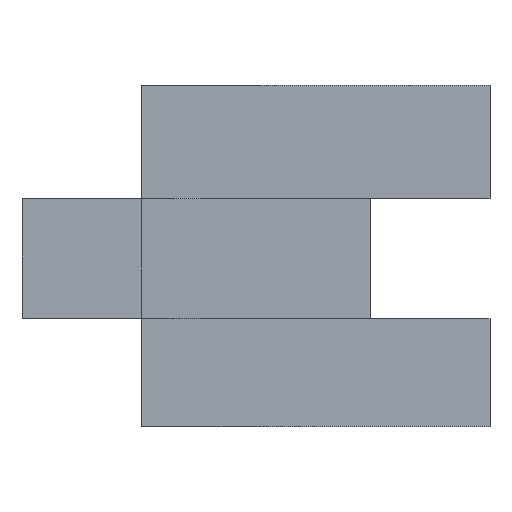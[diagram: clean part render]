
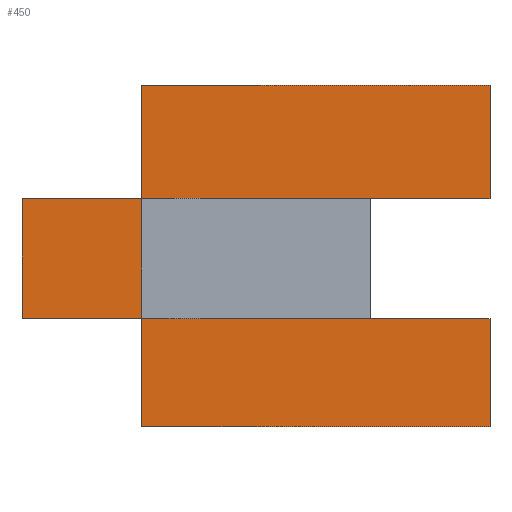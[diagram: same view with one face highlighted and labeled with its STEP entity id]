
A CAD part, top view. The second image highlights one B-rep face of the part: STEP entity #450.
In plain terms, the highlighted planar face has unit normal (0, 0, 1).
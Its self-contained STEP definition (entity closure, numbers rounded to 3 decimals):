
#32=FACE_OUTER_BOUND('',#58,.T.);
#58=EDGE_LOOP('',(#351,#352,#353,#354,#355,#356,#357,#358,#359,#360,#361,
#362));
#71=LINE('',#623,#131);
#75=LINE('',#631,#135);
#78=LINE('',#637,#138);
#81=LINE('',#643,#141);
#84=LINE('',#649,#144);
#87=LINE('',#655,#147);
#90=LINE('',#661,#150);
#93=LINE('',#667,#153);
#96=LINE('',#673,#156);
#99=LINE('',#679,#159);
#102=LINE('',#685,#162);
#105=LINE('',#690,#165);
#131=VECTOR('',#509,10.);
#135=VECTOR('',#515,10.);
#138=VECTOR('',#520,10.);
#141=VECTOR('',#525,10.);
#144=VECTOR('',#530,10.);
#147=VECTOR('',#535,10.);
#150=VECTOR('',#540,10.);
#153=VECTOR('',#545,10.);
#156=VECTOR('',#550,10.);
#159=VECTOR('',#555,10.);
#162=VECTOR('',#560,10.);
#165=VECTOR('',#565,10.);
#191=VERTEX_POINT('',#621);
#192=VERTEX_POINT('',#622);
#195=VERTEX_POINT('',#630);
#197=VERTEX_POINT('',#636);
#199=VERTEX_POINT('',#642);
#201=VERTEX_POINT('',#648);
#203=VERTEX_POINT('',#654);
#205=VERTEX_POINT('',#660);
#207=VERTEX_POINT('',#666);
#209=VERTEX_POINT('',#672);
#211=VERTEX_POINT('',#678);
#213=VERTEX_POINT('',#684);
#231=EDGE_CURVE('',#191,#192,#71,.T.);
#235=EDGE_CURVE('',#195,#191,#75,.T.);
#238=EDGE_CURVE('',#197,#195,#78,.T.);
#241=EDGE_CURVE('',#199,#197,#81,.T.);
#244=EDGE_CURVE('',#201,#199,#84,.T.);
#247=EDGE_CURVE('',#203,#201,#87,.T.);
#250=EDGE_CURVE('',#205,#203,#90,.T.);
#253=EDGE_CURVE('',#207,#205,#93,.T.);
#256=EDGE_CURVE('',#209,#207,#96,.T.);
#259=EDGE_CURVE('',#211,#209,#99,.T.);
#262=EDGE_CURVE('',#213,#211,#102,.T.);
#265=EDGE_CURVE('',#192,#213,#105,.T.);
#351=ORIENTED_EDGE('',*,*,#265,.F.);
#352=ORIENTED_EDGE('',*,*,#231,.F.);
#353=ORIENTED_EDGE('',*,*,#235,.F.);
#354=ORIENTED_EDGE('',*,*,#238,.F.);
#355=ORIENTED_EDGE('',*,*,#241,.F.);
#356=ORIENTED_EDGE('',*,*,#244,.F.);
#357=ORIENTED_EDGE('',*,*,#247,.F.);
#358=ORIENTED_EDGE('',*,*,#250,.F.);
#359=ORIENTED_EDGE('',*,*,#253,.F.);
#360=ORIENTED_EDGE('',*,*,#256,.F.);
#361=ORIENTED_EDGE('',*,*,#259,.F.);
#362=ORIENTED_EDGE('',*,*,#262,.F.);
#424=PLANE('',#492);
#450=ADVANCED_FACE('',(#32),#424,.F.);
#492=AXIS2_PLACEMENT_3D('',#693,#569,#570);
#509=DIRECTION('',(-1.,0.,0.));
#515=DIRECTION('',(0.,1.,0.));
#520=DIRECTION('',(-1.,0.,0.));
#525=DIRECTION('',(0.,-1.,0.));
#530=DIRECTION('',(1.,0.,0.));
#535=DIRECTION('',(0.,-1.,0.));
#540=DIRECTION('',(-1.,0.,0.));
#545=DIRECTION('',(0.,-1.,0.));
#550=DIRECTION('',(1.,0.,0.));
#555=DIRECTION('',(0.,1.,0.));
#560=DIRECTION('',(1.,0.,0.));
#565=DIRECTION('',(0.,1.,0.));
#569=DIRECTION('center_axis',(0.,0.,-1.));
#570=DIRECTION('ref_axis',(0.,1.,0.));
#621=CARTESIAN_POINT('',(10.652,16.142,-9.795));
#622=CARTESIAN_POINT('',(0.652,16.142,-9.795));
#623=CARTESIAN_POINT('',(10.652,16.142,-9.795));
#630=CARTESIAN_POINT('',(10.652,7.142,-9.795));
#631=CARTESIAN_POINT('',(10.652,7.142,-9.795));
#636=CARTESIAN_POINT('',(39.652,7.142,-9.795));
#637=CARTESIAN_POINT('',(39.652,7.142,-9.795));
#642=CARTESIAN_POINT('',(39.652,16.142,-9.795));
#643=CARTESIAN_POINT('',(39.652,16.142,-9.795));
#648=CARTESIAN_POINT('',(29.652,16.142,-9.795));
#649=CARTESIAN_POINT('',(29.652,16.142,-9.795));
#654=CARTESIAN_POINT('',(29.652,26.142,-9.795));
#655=CARTESIAN_POINT('',(29.652,26.142,-9.795));
#660=CARTESIAN_POINT('',(39.652,26.142,-9.795));
#661=CARTESIAN_POINT('',(39.652,26.142,-9.795));
#666=CARTESIAN_POINT('',(39.652,35.579,-9.795));
#667=CARTESIAN_POINT('',(39.652,35.579,-9.795));
#672=CARTESIAN_POINT('',(10.652,35.579,-9.795));
#673=CARTESIAN_POINT('',(10.652,35.579,-9.795));
#678=CARTESIAN_POINT('',(10.652,26.142,-9.795));
#679=CARTESIAN_POINT('',(10.652,26.142,-9.795));
#684=CARTESIAN_POINT('',(0.652,26.142,-9.795));
#685=CARTESIAN_POINT('',(0.652,26.142,-9.795));
#690=CARTESIAN_POINT('',(0.652,16.142,-9.795));
#693=CARTESIAN_POINT('Origin',(20.152,21.36,-9.795));
